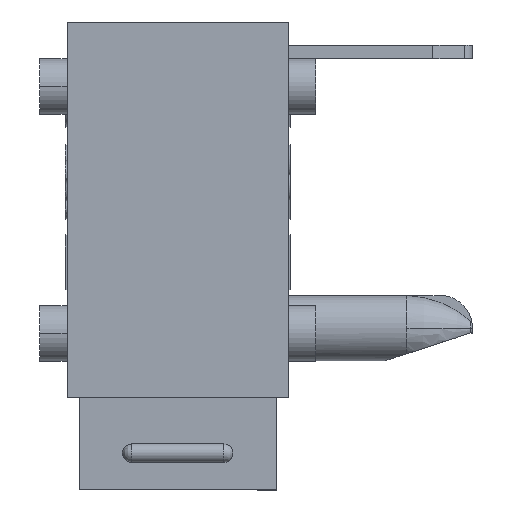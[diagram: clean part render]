
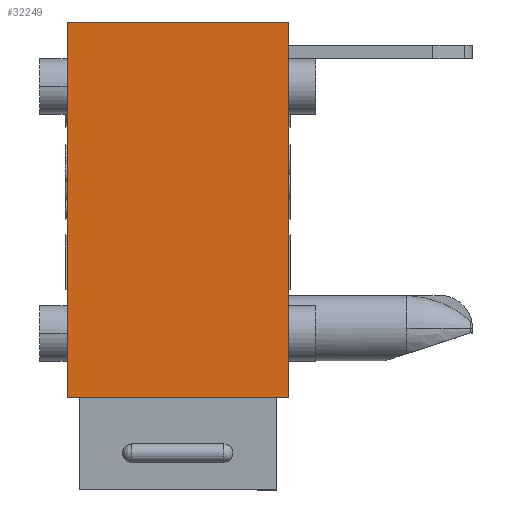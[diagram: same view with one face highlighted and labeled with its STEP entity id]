
A CAD part, left-side view. The second image highlights one B-rep face of the part: STEP entity #32249.
In plain terms, the highlighted planar face has unit normal (-1, 0, 0).
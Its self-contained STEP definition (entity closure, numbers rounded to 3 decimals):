
#1626 = VERTEX_POINT ( 'NONE', #16224 ) ;
#2465 = VERTEX_POINT ( 'NONE', #21943 ) ;
#3144 = LINE ( 'NONE', #6570, #11684 ) ;
#3418 = VERTEX_POINT ( 'NONE', #34069 ) ;
#3804 = VECTOR ( 'NONE', #33516, 1000. ) ;
#3854 = DIRECTION ( 'NONE',  ( 0., 0., -1. ) ) ;
#4083 = VERTEX_POINT ( 'NONE', #8421 ) ;
#4162 = CARTESIAN_POINT ( 'NONE',  ( -8.636, 6.096, -6.451 ) ) ;
#4864 = EDGE_CURVE ( 'NONE', #2465, #1626, #3144, .T. ) ;
#4871 = FACE_OUTER_BOUND ( 'NONE', #9268, .T. ) ;
#5609 = VECTOR ( 'NONE', #30091, 1000. ) ;
#6570 = CARTESIAN_POINT ( 'NONE',  ( -8.636, 0., -6.452 ) ) ;
#7805 = AXIS2_PLACEMENT_3D ( 'NONE', #21736, #10435, #30424 ) ;
#8421 = CARTESIAN_POINT ( 'NONE',  ( -8.636, 6.096, 6.452 ) ) ;
#9268 = EDGE_LOOP ( 'NONE', ( #17499, #25640, #20052, #28863 ) ) ;
#10170 = VECTOR ( 'NONE', #3854, 1000. ) ;
#10435 = DIRECTION ( 'NONE',  ( -1., 0., 0. ) ) ;
#11684 = VECTOR ( 'NONE', #31141, 1000. ) ;
#16224 = CARTESIAN_POINT ( 'NONE',  ( -8.636, 0., -3.911 ) ) ;
#17499 = ORIENTED_EDGE ( 'NONE', *, *, #36063, .F. ) ;
#17824 = LINE ( 'NONE', #4162, #10170 ) ;
#19975 = LINE ( 'NONE', #30105, #5609 ) ;
#20052 = ORIENTED_EDGE ( 'NONE', *, *, #26393, .T. ) ;
#21736 = CARTESIAN_POINT ( 'NONE',  ( -8.636, 3.048, -6.451 ) ) ;
#21943 = CARTESIAN_POINT ( 'NONE',  ( -8.636, 0., 6.452 ) ) ;
#24642 = PLANE ( 'NONE',  #7805 ) ;
#25224 = EDGE_CURVE ( 'NONE', #4083, #3418, #17824, .T. ) ;
#25640 = ORIENTED_EDGE ( 'NONE', *, *, #4864, .F. ) ;
#26393 = EDGE_CURVE ( 'NONE', #2465, #4083, #19975, .T. ) ;
#26671 = LINE ( 'NONE', #30687, #3804 ) ;
#28863 = ORIENTED_EDGE ( 'NONE', *, *, #25224, .T. ) ;
#30091 = DIRECTION ( 'NONE',  ( 0., 1., 0. ) ) ;
#30105 = CARTESIAN_POINT ( 'NONE',  ( -8.636, 3.048, 6.452 ) ) ;
#30424 = DIRECTION ( 'NONE',  ( 0., 0., 1. ) ) ;
#30687 = CARTESIAN_POINT ( 'NONE',  ( -8.636, 6.096, -3.911 ) ) ;
#31141 = DIRECTION ( 'NONE',  ( 0., 0., -1. ) ) ;
#32249 = ADVANCED_FACE ( 'NONE', ( #4871 ), #24642, .T. ) ;
#33516 = DIRECTION ( 'NONE',  ( 0., 1., 0. ) ) ;
#34069 = CARTESIAN_POINT ( 'NONE',  ( -8.636, 6.096, -3.911 ) ) ;
#36063 = EDGE_CURVE ( 'NONE', #1626, #3418, #26671, .T. ) ;
